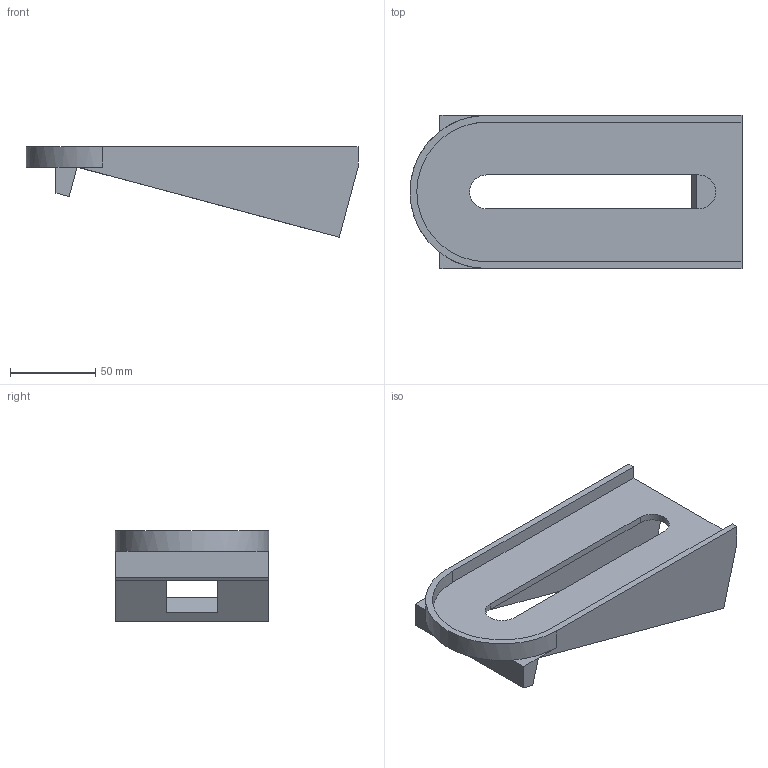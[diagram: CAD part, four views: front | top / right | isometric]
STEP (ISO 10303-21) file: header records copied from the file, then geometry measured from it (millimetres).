
FILE_DESCRIPTION(('FreeCAD Model'),'2;1');
FILE_NAME('Open CASCADE Shape Model','2025-12-31T12:15:27',('Author'),( ''),'Open CASCADE STEP processor 7.8','FreeCAD','Unknown');
FILE_SCHEMA(('AUTOMOTIVE_DESIGN { 1 0 10303 214 1 1 1 1 }'));
Length unit declared in the file: millimetre
Products named in the file (1): Zawartość
Bounding box: 195 x 90 x 53.25 mm (x, y, z)
Volume: 295670 mm3; surface area: 58711.9 mm2
Topology: 1 solids, 1 shells, 29 faces, 88 edges, 58 vertices
Faces by surface type: plane 25, cylinder 4
Entity records: 1020 total; most frequent: CARTESIAN_POINT 176, ORIENTED_EDGE 176, DIRECTION 168, EDGE_CURVE 88, LINE 68, VECTOR 68, VERTEX_POINT 58, AXIS2_PLACEMENT_3D 50
